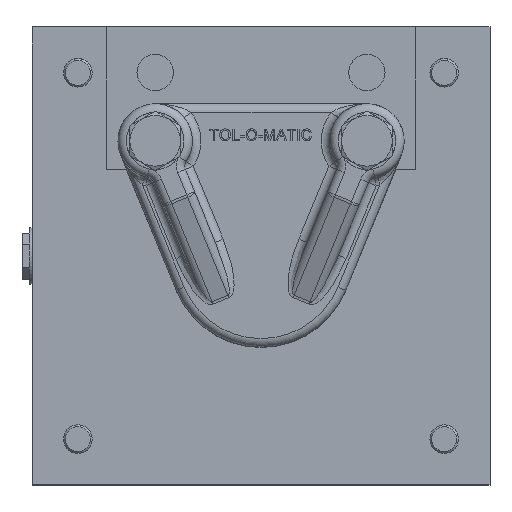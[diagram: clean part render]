
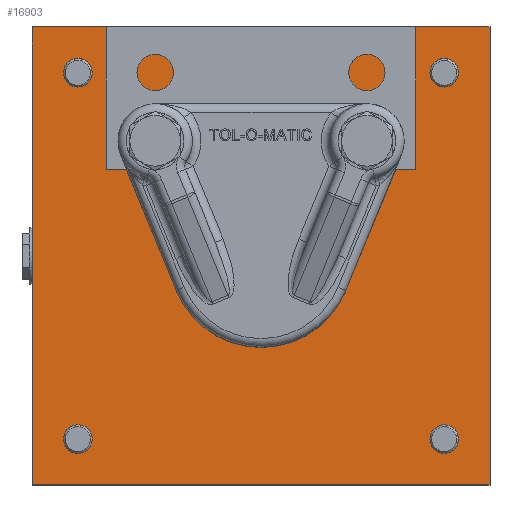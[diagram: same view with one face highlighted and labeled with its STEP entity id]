
A CAD part, top view. The second image highlights one B-rep face of the part: STEP entity #16903.
In plain terms, the highlighted planar face has unit normal (0, 0, 1).
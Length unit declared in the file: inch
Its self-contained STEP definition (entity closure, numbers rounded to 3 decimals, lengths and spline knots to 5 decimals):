
#67 = CARTESIAN_POINT ( 'NONE',  ( -1.15245, 1.24, -2.312 ) ) ;
#79 = EDGE_CURVE ( 'NONE', #12963, #12963, #7015, .T. ) ;
#191 = DIRECTION ( 'NONE',  ( 0., -1., 0. ) ) ;
#279 = CIRCLE ( 'NONE', #17848, 0.15625 ) ;
#640 = DIRECTION ( 'NONE',  ( 0., 0., 1. ) ) ;
#857 = CARTESIAN_POINT ( 'NONE',  ( -2.5, 2.5, -2.312 ) ) ;
#981 = ORIENTED_EDGE ( 'NONE', *, *, #4805, .F. ) ;
#1321 = EDGE_LOOP ( 'NONE', ( #1611 ) ) ;
#1389 = CARTESIAN_POINT ( 'NONE',  ( -2.5, -2.5, -2.312 ) ) ;
#1529 = CARTESIAN_POINT ( 'NONE',  ( 1.15245, 1.24, -2.312 ) ) ;
#1541 = FACE_BOUND ( 'NONE', #10700, .T. ) ;
#1611 = ORIENTED_EDGE ( 'NONE', *, *, #9254, .F. ) ;
#1663 = DIRECTION ( 'NONE',  ( -1., 0., 0. ) ) ;
#1719 = FACE_BOUND ( 'NONE', #4208, .T. ) ;
#1791 = VECTOR ( 'NONE', #10136, 39.37008 ) ;
#1982 = CIRCLE ( 'NONE', #4723, 0.41 ) ;
#2093 = EDGE_CURVE ( 'NONE', #9442, #9442, #18564, .T. ) ;
#2097 = EDGE_CURVE ( 'NONE', #7382, #15506, #9823, .T. ) ;
#2156 = CARTESIAN_POINT ( 'NONE',  ( -2.5, 2.5, -2.312 ) ) ;
#2919 = EDGE_CURVE ( 'NONE', #14879, #9831, #16117, .T. ) ;
#3013 = CIRCLE ( 'NONE', #13599, 0.41 ) ;
#3087 = LINE ( 'NONE', #1389, #18049 ) ;
#3408 = CARTESIAN_POINT ( 'NONE',  ( -1.53122, 1.08305, -2.312 ) ) ;
#3479 = CARTESIAN_POINT ( 'NONE',  ( -1.53122, 1.08305, -2.312 ) ) ;
#3638 = ORIENTED_EDGE ( 'NONE', *, *, #9035, .F. ) ;
#3956 = DIRECTION ( 'NONE',  ( 1., 0., 0. ) ) ;
#4037 = CARTESIAN_POINT ( 'NONE',  ( -2., 2.15625, -2.312 ) ) ;
#4208 = EDGE_LOOP ( 'NONE', ( #9058 ) ) ;
#4229 = DIRECTION ( 'NONE',  ( 0., 1., 0. ) ) ;
#4414 = CARTESIAN_POINT ( 'NONE',  ( 2., -2., -2.312 ) ) ;
#4452 = DIRECTION ( 'NONE',  ( 0., 0., 1. ) ) ;
#4523 = DIRECTION ( 'NONE',  ( 0., 0., 1. ) ) ;
#4577 = VERTEX_POINT ( 'NONE', #11505 ) ;
#4723 = AXIS2_PLACEMENT_3D ( 'NONE', #1529, #10169, #11394 ) ;
#4805 = EDGE_CURVE ( 'NONE', #9831, #9921, #3087, .T. ) ;
#5059 = ORIENTED_EDGE ( 'NONE', *, *, #9878, .F. ) ;
#5201 = AXIS2_PLACEMENT_3D ( 'NONE', #9163, #8980, #17609 ) ;
#5551 = DIRECTION ( 'NONE',  ( 0., 0., 1. ) ) ;
#5753 = ORIENTED_EDGE ( 'NONE', *, *, #2919, .F. ) ;
#5901 = CARTESIAN_POINT ( 'NONE',  ( 2.5, -2.5, -2.312 ) ) ;
#6107 = CARTESIAN_POINT ( 'NONE',  ( 1.53122, 1.08305, -2.312 ) ) ;
#6404 = CARTESIAN_POINT ( 'NONE',  ( 1.53122, 1.08305, -2.312 ) ) ;
#6930 = ORIENTED_EDGE ( 'NONE', *, *, #17672, .F. ) ;
#7015 = CIRCLE ( 'NONE', #15183, 0.15625 ) ;
#7063 = DIRECTION ( 'NONE',  ( 0., 1., 0. ) ) ;
#7070 = AXIS2_PLACEMENT_3D ( 'NONE', #4414, #14360, #4229 ) ;
#7382 = VERTEX_POINT ( 'NONE', #10428 ) ;
#7504 = FACE_OUTER_BOUND ( 'NONE', #12886, .T. ) ;
#7856 = VECTOR ( 'NONE', #8018, 39.37008 ) ;
#7922 = ORIENTED_EDGE ( 'NONE', *, *, #2097, .F. ) ;
#7928 = LINE ( 'NONE', #3479, #8835 ) ;
#8018 = DIRECTION ( 'NONE',  ( 0.383, 0.924, 0. ) ) ;
#8114 = CARTESIAN_POINT ( 'NONE',  ( 2., -1.84375, -2.312 ) ) ;
#8741 = FACE_BOUND ( 'NONE', #8744, .T. ) ;
#8744 = EDGE_LOOP ( 'NONE', ( #16806, #18749, #17588, #7922, #5059, #3638 ) ) ;
#8811 = DIRECTION ( 'NONE',  ( 0., 1., 0. ) ) ;
#8835 = VECTOR ( 'NONE', #16654, 39.37008 ) ;
#8883 = CARTESIAN_POINT ( 'NONE',  ( -2., -1.84375, -2.312 ) ) ;
#8980 = DIRECTION ( 'NONE',  ( 0., 0., 1. ) ) ;
#9035 = EDGE_CURVE ( 'NONE', #13286, #16601, #12278, .T. ) ;
#9058 = ORIENTED_EDGE ( 'NONE', *, *, #15019, .F. ) ;
#9163 = CARTESIAN_POINT ( 'NONE',  ( 0., 0., -2.312 ) ) ;
#9254 = EDGE_CURVE ( 'NONE', #4577, #4577, #279, .T. ) ;
#9360 = DIRECTION ( 'NONE',  ( 0., 1., 0. ) ) ;
#9442 = VERTEX_POINT ( 'NONE', #8114 ) ;
#9823 = LINE ( 'NONE', #15605, #11014 ) ;
#9831 = VERTEX_POINT ( 'NONE', #16702 ) ;
#9878 = EDGE_CURVE ( 'NONE', #16601, #7382, #1982, .T. ) ;
#9921 = VERTEX_POINT ( 'NONE', #10255 ) ;
#10136 = DIRECTION ( 'NONE',  ( 0., 1., 0. ) ) ;
#10169 = DIRECTION ( 'NONE',  ( 0., 0., 1. ) ) ;
#10224 = DIRECTION ( 'NONE',  ( 1., 0., 0. ) ) ;
#10255 = CARTESIAN_POINT ( 'NONE',  ( -2.5, -2.5, -2.312 ) ) ;
#10428 = CARTESIAN_POINT ( 'NONE',  ( 1.15245, 1.65, -2.312 ) ) ;
#10599 = EDGE_CURVE ( 'NONE', #18304, #13286, #14590, .T. ) ;
#10638 = CARTESIAN_POINT ( 'NONE',  ( -1.15245, 1.65, -2.312 ) ) ;
#10677 = EDGE_CURVE ( 'NONE', #18500, #18304, #7928, .T. ) ;
#10700 = EDGE_LOOP ( 'NONE', ( #18416 ) ) ;
#11014 = VECTOR ( 'NONE', #11338, 39.37008 ) ;
#11338 = DIRECTION ( 'NONE',  ( -1., 0., 0. ) ) ;
#11394 = DIRECTION ( 'NONE',  ( 1., 0., 0. ) ) ;
#11505 = CARTESIAN_POINT ( 'NONE',  ( 2., 2.15625, -2.312 ) ) ;
#11639 = LINE ( 'NONE', #15901, #1791 ) ;
#11683 = FACE_BOUND ( 'NONE', #1321, .T. ) ;
#11933 = VECTOR ( 'NONE', #3956, 39.37008 ) ;
#12278 = LINE ( 'NONE', #6404, #7856 ) ;
#12540 = VECTOR ( 'NONE', #191, 39.37008 ) ;
#12663 = EDGE_CURVE ( 'NONE', #17096, #14879, #14094, .T. ) ;
#12886 = EDGE_LOOP ( 'NONE', ( #981, #5753, #15066, #6930 ) ) ;
#12963 = VERTEX_POINT ( 'NONE', #8883 ) ;
#13182 = PLANE ( 'NONE',  #15694 ) ;
#13280 = DIRECTION ( 'NONE',  ( 0., 0., 1. ) ) ;
#13286 = VERTEX_POINT ( 'NONE', #16121 ) ;
#13599 = AXIS2_PLACEMENT_3D ( 'NONE', #67, #4523, #10224 ) ;
#13621 = CARTESIAN_POINT ( 'NONE',  ( -2., 2., -2.312 ) ) ;
#13743 = CARTESIAN_POINT ( 'NONE',  ( -0.92383, -0.3828, -2.312 ) ) ;
#13753 = CIRCLE ( 'NONE', #18608, 0.15625 ) ;
#13885 = EDGE_LOOP ( 'NONE', ( #17412 ) ) ;
#14094 = LINE ( 'NONE', #2156, #11933 ) ;
#14360 = DIRECTION ( 'NONE',  ( 0., 0., 1. ) ) ;
#14590 = CIRCLE ( 'NONE', #5201, 1. ) ;
#14804 = DIRECTION ( 'NONE',  ( 0., 1., 0. ) ) ;
#14879 = VERTEX_POINT ( 'NONE', #17616 ) ;
#15019 = EDGE_CURVE ( 'NONE', #18431, #18431, #13753, .T. ) ;
#15066 = ORIENTED_EDGE ( 'NONE', *, *, #12663, .F. ) ;
#15183 = AXIS2_PLACEMENT_3D ( 'NONE', #18670, #4452, #8811 ) ;
#15506 = VERTEX_POINT ( 'NONE', #10638 ) ;
#15601 = CARTESIAN_POINT ( 'NONE',  ( 2., 2., -2.312 ) ) ;
#15605 = CARTESIAN_POINT ( 'NONE',  ( -1.15245, 1.65, -2.312 ) ) ;
#15694 = AXIS2_PLACEMENT_3D ( 'NONE', #5901, #13280, #14804 ) ;
#15901 = CARTESIAN_POINT ( 'NONE',  ( -2.5, 2.5, -2.312 ) ) ;
#15926 = CARTESIAN_POINT ( 'NONE',  ( 2.5, -2.5, -2.312 ) ) ;
#16117 = LINE ( 'NONE', #15926, #12540 ) ;
#16121 = CARTESIAN_POINT ( 'NONE',  ( 0.92383, -0.3828, -2.312 ) ) ;
#16601 = VERTEX_POINT ( 'NONE', #6107 ) ;
#16654 = DIRECTION ( 'NONE',  ( 0.383, -0.924, 0. ) ) ;
#16702 = CARTESIAN_POINT ( 'NONE',  ( 2.5, -2.5, -2.312 ) ) ;
#16806 = ORIENTED_EDGE ( 'NONE', *, *, #10599, .F. ) ;
#16903 = ADVANCED_FACE ( 'NONE', ( #8741, #18503, #11683, #1541, #1719, #7504 ), #13182, .T. ) ;
#17096 = VERTEX_POINT ( 'NONE', #857 ) ;
#17412 = ORIENTED_EDGE ( 'NONE', *, *, #2093, .F. ) ;
#17588 = ORIENTED_EDGE ( 'NONE', *, *, #17764, .F. ) ;
#17609 = DIRECTION ( 'NONE',  ( 1., 0., 0. ) ) ;
#17616 = CARTESIAN_POINT ( 'NONE',  ( 2.5, 2.5, -2.312 ) ) ;
#17672 = EDGE_CURVE ( 'NONE', #9921, #17096, #11639, .T. ) ;
#17764 = EDGE_CURVE ( 'NONE', #15506, #18500, #3013, .T. ) ;
#17848 = AXIS2_PLACEMENT_3D ( 'NONE', #15601, #5551, #7063 ) ;
#18049 = VECTOR ( 'NONE', #1663, 39.37008 ) ;
#18304 = VERTEX_POINT ( 'NONE', #13743 ) ;
#18416 = ORIENTED_EDGE ( 'NONE', *, *, #79, .F. ) ;
#18431 = VERTEX_POINT ( 'NONE', #4037 ) ;
#18500 = VERTEX_POINT ( 'NONE', #3408 ) ;
#18503 = FACE_BOUND ( 'NONE', #13885, .T. ) ;
#18564 = CIRCLE ( 'NONE', #7070, 0.15625 ) ;
#18608 = AXIS2_PLACEMENT_3D ( 'NONE', #13621, #640, #9360 ) ;
#18670 = CARTESIAN_POINT ( 'NONE',  ( -2., -2., -2.312 ) ) ;
#18749 = ORIENTED_EDGE ( 'NONE', *, *, #10677, .F. ) ;
